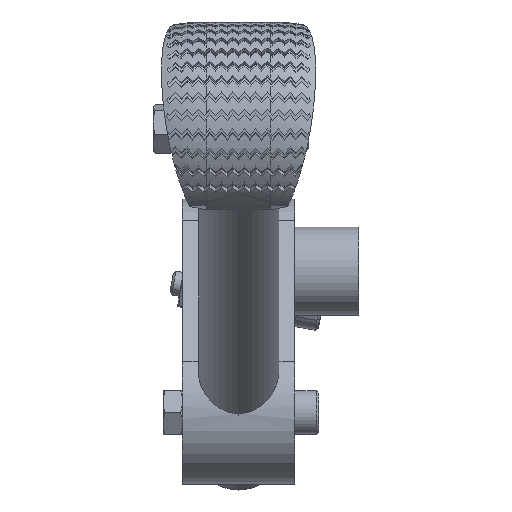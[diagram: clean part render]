
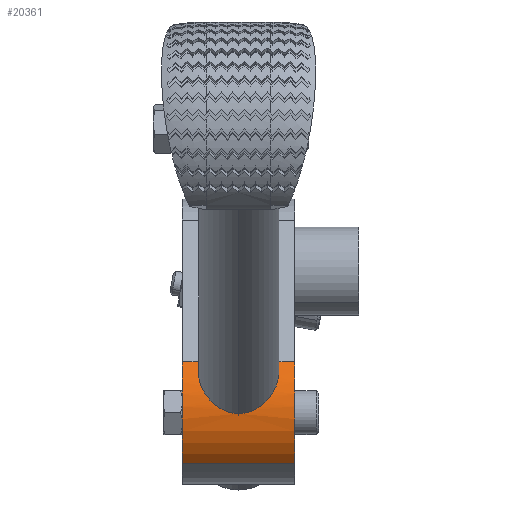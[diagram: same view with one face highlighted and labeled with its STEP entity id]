
A CAD part, front view. The second image highlights one B-rep face of the part: STEP entity #20361.
In plain terms, the highlighted cylindrical face has radius 9 mm (diameter 18 mm), a partial arc.
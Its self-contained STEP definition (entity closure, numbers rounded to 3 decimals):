
#873 = VERTEX_POINT ( 'NONE', #36003 ) ;
#1191 = CARTESIAN_POINT ( 'NONE',  ( 16.077, 73.505, -4.251 ) ) ;
#1385 = CARTESIAN_POINT ( 'NONE',  ( 15.998, 73.916, -3.538 ) ) ;
#1580 = CARTESIAN_POINT ( 'NONE',  ( 25.824, 73.328, -4.624 ) ) ;
#2157 = CARTESIAN_POINT ( 'NONE',  ( 24.626, 72.693, -6.681 ) ) ;
#2563 = DIRECTION ( 'NONE',  ( -1., 0., 0. ) ) ;
#2681 = CARTESIAN_POINT ( 'NONE',  ( 28., 81.544, -8.318 ) ) ;
#3534 = CARTESIAN_POINT ( 'NONE',  ( 17.104, 72.75, -6.374 ) ) ;
#4109 = CARTESIAN_POINT ( 'NONE',  ( 16.003, 74.144, -3.192 ) ) ;
#4152 = VERTEX_POINT ( 'NONE', #10923 ) ;
#4488 = ORIENTED_EDGE ( 'NONE', *, *, #20931, .T. ) ;
#4493 = CARTESIAN_POINT ( 'NONE',  ( 22.028, 72.544, -8.313 ) ) ;
#4501 = CARTESIAN_POINT ( 'NONE',  ( 20.793, 72.545, -8.436 ) ) ;
#4686 = CARTESIAN_POINT ( 'NONE',  ( 22.62, 72.546, -8.12 ) ) ;
#4877 = CARTESIAN_POINT ( 'NONE',  ( 21.822, 72.544, -8.359 ) ) ;
#6780 = CARTESIAN_POINT ( 'NONE',  ( 28., 81.544, -8.318 ) ) ;
#7016 = CARTESIAN_POINT ( 'NONE',  ( 16.019, 74.266, -3.02 ) ) ;
#7111 = DIRECTION ( 'NONE',  ( -1., 0., 0. ) ) ;
#7160 = VERTEX_POINT ( 'NONE', #13209 ) ;
#7213 = CARTESIAN_POINT ( 'NONE',  ( 17.368, 72.687, -6.691 ) ) ;
#7785 = CARTESIAN_POINT ( 'NONE',  ( 22.997, 72.551, -7.949 ) ) ;
#7975 = CARTESIAN_POINT ( 'NONE',  ( 25.235, 72.882, -5.87 ) ) ;
#7999 = EDGE_CURVE ( 'NONE', #17873, #34449, #29554, .T. ) ;
#8176 = VECTOR ( 'NONE', #28646, 1000. ) ;
#8226 = CIRCLE ( 'NONE', #21872, 9. ) ;
#9128 = FACE_OUTER_BOUND ( 'NONE', #38087, .T. ) ;
#9357 = CARTESIAN_POINT ( 'NONE',  ( 16.765, 72.882, -5.871 ) ) ;
#9548 = CARTESIAN_POINT ( 'NONE',  ( 16.39, 73.113, -5.164 ) ) ;
#10116 = CARTESIAN_POINT ( 'NONE',  ( 16.363, 75.18, -1.954 ) ) ;
#10316 = CARTESIAN_POINT ( 'NONE',  ( 19.574, 72.545, -8.193 ) ) ;
#10894 = CARTESIAN_POINT ( 'NONE',  ( 26.01, 74.136, -3.191 ) ) ;
#10923 = CARTESIAN_POINT ( 'NONE',  ( 28., 75.18, -1.954 ) ) ;
#11026 = DIRECTION ( 'NONE',  ( 0., 0.707, 0.707 ) ) ;
#11094 = CARTESIAN_POINT ( 'NONE',  ( 18.816, 72.556, -7.849 ) ) ;
#11382 = VECTOR ( 'NONE', #7111, 1000. ) ;
#13008 = DIRECTION ( 'NONE',  ( -1., 0., 0. ) ) ;
#13209 = CARTESIAN_POINT ( 'NONE',  ( 28., 75.18, -14.682 ) ) ;
#13238 = CARTESIAN_POINT ( 'NONE',  ( 25.714, 75.042, -2.092 ) ) ;
#13433 = CARTESIAN_POINT ( 'NONE',  ( 25.885, 74.64, -2.541 ) ) ;
#13636 = CARTESIAN_POINT ( 'NONE',  ( 21.412, 72.545, -8.421 ) ) ;
#14000 = CARTESIAN_POINT ( 'NONE',  ( 25.339, 72.932, -5.698 ) ) ;
#15016 = LINE ( 'NONE', #17748, #22752 ) ;
#15329 = DIRECTION ( 'NONE',  ( 0., -0.707, -0.707 ) ) ;
#15455 = EDGE_CURVE ( 'NONE', #4152, #34934, #15016, .T. ) ;
#16144 = CARTESIAN_POINT ( 'NONE',  ( 25.01, 72.794, -6.205 ) ) ;
#16311 = ORIENTED_EDGE ( 'NONE', *, *, #7999, .F. ) ;
#16341 = CARTESIAN_POINT ( 'NONE',  ( 24.485, 72.666, -6.834 ) ) ;
#16751 = CARTESIAN_POINT ( 'NONE',  ( 20.585, 72.545, -8.42 ) ) ;
#16843 = AXIS2_PLACEMENT_3D ( 'NONE', #6780, #13008, #15329 ) ;
#17322 = CARTESIAN_POINT ( 'NONE',  ( 14., 81.544, -8.318 ) ) ;
#17748 = CARTESIAN_POINT ( 'NONE',  ( 28., 75.18, -1.954 ) ) ;
#17873 = VERTEX_POINT ( 'NONE', #22284 ) ;
#18869 = CARTESIAN_POINT ( 'NONE',  ( 16.21, 74.905, -2.23 ) ) ;
#19054 = CARTESIAN_POINT ( 'NONE',  ( 17.962, 72.601, -7.27 ) ) ;
#19128 = EDGE_CURVE ( 'NONE', #33157, #34934, #35785, .T. ) ;
#19241 = CARTESIAN_POINT ( 'NONE',  ( 25.527, 73.047, -5.344 ) ) ;
#19441 = CARTESIAN_POINT ( 'NONE',  ( 24.888, 72.757, -6.367 ) ) ;
#19631 = CARTESIAN_POINT ( 'NONE',  ( 25.779, 74.906, -2.237 ) ) ;
#20030 = CARTESIAN_POINT ( 'NONE',  ( 19.001, 72.551, -7.948 ) ) ;
#20126 = EDGE_CURVE ( 'NONE', #873, #33157, #29881, .T. ) ;
#20148 = DIRECTION ( 'NONE',  ( -1., 0., 0. ) ) ;
#20361 = ADVANCED_FACE ( 'NONE', ( #9128 ), #36075, .T. ) ;
#20931 = EDGE_CURVE ( 'NONE', #873, #34449, #25562, .T. ) ;
#21331 = ORIENTED_EDGE ( 'NONE', *, *, #36705, .F. ) ;
#21872 = AXIS2_PLACEMENT_3D ( 'NONE', #2681, #20148, #11026 ) ;
#22284 = CARTESIAN_POINT ( 'NONE',  ( 14., 75.18, -14.682 ) ) ;
#22550 = CARTESIAN_POINT ( 'NONE',  ( 24.04, 72.601, -7.268 ) ) ;
#22752 = VECTOR ( 'NONE', #35574, 1000. ) ;
#22927 = CARTESIAN_POINT ( 'NONE',  ( 25.926, 74.51, -2.701 ) ) ;
#23968 = EDGE_CURVE ( 'NONE', #7160, #4152, #8226, .T. ) ;
#24006 = ORIENTED_EDGE ( 'NONE', *, *, #19128, .F. ) ;
#25075 = CARTESIAN_POINT ( 'NONE',  ( 16.472, 73.048, -5.342 ) ) ;
#25261 = CARTESIAN_POINT ( 'NONE',  ( 25.637, 75.18, -1.954 ) ) ;
#25461 = CARTESIAN_POINT ( 'NONE',  ( 19.38, 72.546, -8.12 ) ) ;
#25550 = CARTESIAN_POINT ( 'NONE',  ( 28., 75.18, -14.682 ) ) ;
#25562 = LINE ( 'NONE', #34464, #8176 ) ;
#25649 = CARTESIAN_POINT ( 'NONE',  ( 21.206, 72.545, -8.436 ) ) ;
#25834 = CARTESIAN_POINT ( 'NONE',  ( 26.015, 73.908, -3.537 ) ) ;
#26700 = CARTESIAN_POINT ( 'NONE',  ( 14., 75.18, -1.954 ) ) ;
#27216 = CARTESIAN_POINT ( 'NONE',  ( 18.286, 72.576, -7.525 ) ) ;
#27777 = CARTESIAN_POINT ( 'NONE',  ( 16.008, 73.808, -3.714 ) ) ;
#27952 = CARTESIAN_POINT ( 'NONE',  ( 25.921, 73.499, -4.262 ) ) ;
#28150 = CARTESIAN_POINT ( 'NONE',  ( 25.61, 73.113, -5.164 ) ) ;
#28347 = CARTESIAN_POINT ( 'NONE',  ( 23.182, 72.556, -7.851 ) ) ;
#28646 = DIRECTION ( 'NONE',  ( -1., 0., 0. ) ) ;
#28729 = CARTESIAN_POINT ( 'NONE',  ( 22.426, 72.545, -8.193 ) ) ;
#28937 = DIRECTION ( 'NONE',  ( 0., 0.707, 0.707 ) ) ;
#28962 = CARTESIAN_POINT ( 'NONE',  ( 25.637, 75.18, -1.954 ) ) ;
#29554 = CIRCLE ( 'NONE', #37009, 9. ) ;
#29881 = B_SPLINE_CURVE_WITH_KNOTS ( 'NONE', 3,
 ( #10116, #18869, #33577, #7016, #4109, #1385, #27777, #1191, #30095, #9548, #25075, #33778, #9357, #3534, #7213, #19054, #27216, #11094, #20030, #25461, #10316, #37476, #34363, #16751, #4501, #37084 ),
 .UNSPECIFIED., .F., .F.,
 ( 4, 2, 2, 2, 2, 2, 2, 2, 2, 2, 2, 2, 4 ),
 ( 0., 0.001, 0.002, 0.002, 0.004, 0.004, 0.005, 0.006, 0.007, 0.008, 0.009, 0.009, 0.01 ),
 .UNSPECIFIED. ) ;
#30095 = CARTESIAN_POINT ( 'NONE',  ( 16.176, 73.329, -4.623 ) ) ;
#30844 = CARTESIAN_POINT ( 'NONE',  ( 21., 72.545, -8.436 ) ) ;
#31046 = CARTESIAN_POINT ( 'NONE',  ( 23.715, 72.576, -7.524 ) ) ;
#31620 = ORIENTED_EDGE ( 'NONE', *, *, #15455, .T. ) ;
#33086 = CARTESIAN_POINT ( 'NONE',  ( 21., 72.545, -8.436 ) ) ;
#33157 = VERTEX_POINT ( 'NONE', #33086 ) ;
#33577 = CARTESIAN_POINT ( 'NONE',  ( 16.104, 74.64, -2.53 ) ) ;
#33675 = LINE ( 'NONE', #25550, #11382 ) ;
#33778 = CARTESIAN_POINT ( 'NONE',  ( 16.66, 72.932, -5.696 ) ) ;
#34351 = ORIENTED_EDGE ( 'NONE', *, *, #23968, .T. ) ;
#34363 = CARTESIAN_POINT ( 'NONE',  ( 20.172, 72.544, -8.358 ) ) ;
#34449 = VERTEX_POINT ( 'NONE', #26700 ) ;
#34464 = CARTESIAN_POINT ( 'NONE',  ( 28., 75.18, -1.954 ) ) ;
#34934 = VERTEX_POINT ( 'NONE', #28962 ) ;
#35574 = DIRECTION ( 'NONE',  ( -1., 0., 0. ) ) ;
#35785 = B_SPLINE_CURVE_WITH_KNOTS ( 'NONE', 3,
 ( #30844, #25649, #13636, #4877, #4493, #28729, #4686, #7785, #28347, #31046, #22550, #16341, #2157, #19441, #16144, #7975, #14000, #19241, #28150, #1580, #27952, #25834, #10894, #22927, #13433, #19631, #13238, #25261 ),
 .UNSPECIFIED., .F., .F.,
 ( 4, 2, 2, 2, 2, 2, 2, 2, 2, 2, 2, 2, 2, 4 ),
 ( 0.01, 0.011, 0.011, 0.012, 0.012, 0.014, 0.014, 0.015, 0.015, 0.016, 0.017, 0.019, 0.019, 0.02 ),
 .UNSPECIFIED. ) ;
#36003 = CARTESIAN_POINT ( 'NONE',  ( 16.363, 75.18, -1.954 ) ) ;
#36075 = CYLINDRICAL_SURFACE ( 'NONE', #16843, 9. ) ;
#36705 = EDGE_CURVE ( 'NONE', #7160, #17873, #33675, .T. ) ;
#37009 = AXIS2_PLACEMENT_3D ( 'NONE', #17322, #2563, #28937 ) ;
#37084 = CARTESIAN_POINT ( 'NONE',  ( 21., 72.545, -8.436 ) ) ;
#37476 = CARTESIAN_POINT ( 'NONE',  ( 19.969, 72.544, -8.312 ) ) ;
#38087 = EDGE_LOOP ( 'NONE', ( #21331, #34351, #31620, #24006, #38379, #4488, #16311 ) ) ;
#38379 = ORIENTED_EDGE ( 'NONE', *, *, #20126, .F. ) ;
